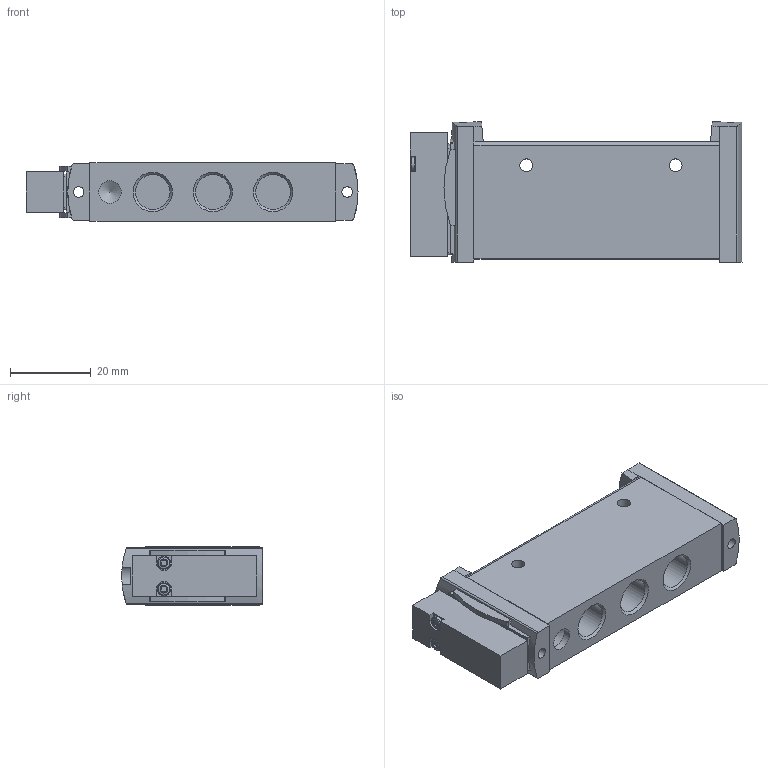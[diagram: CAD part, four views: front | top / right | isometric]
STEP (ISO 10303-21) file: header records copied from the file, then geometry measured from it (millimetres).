
FILE_DESCRIPTION(/* description */ ('STEP AP214'),/* implementation_level */ '2;1');
FILE_NAME(/* name */ '573832_VUWG-L14-M52-A-G18',/* time_stamp */ '2024-09-17T21:38:55+02:00',/* author */ ('License CC BY-ND 4.0'),/* organization */ ('CADENAS'),/* preprocessor_version */ 'ST-DEVELOPER v19.3',/* originating_system */ 'PARTsolutions',/* authorisation */ ' ');
FILE_SCHEMA (('AUTOMOTIVE_DESIGN {1 0 10303 214 3 1 1}'));
Length unit declared in the file: millimetre
Products named in the file (2): 573832 VUWG-L14-M52-A-G18; 571755 VUWG-L14-M52-A-G18---(G)
Assembly tree (1 placements, depth 2):
  573832 VUWG-L14-M52-A-G18
    571755 VUWG-L14-M52-A-G18---(G)
Bounding box: 82.25 x 34.8 x 14.4 mm (x, y, z)
Volume: 30793.9 mm3; surface area: 10370.8 mm2
Topology: 1 solids, 1 shells, 258 faces, 689 edges, 448 vertices
Faces by surface type: plane 123, cylinder 121, cone 8, torus 4, sphere 2
Full cylindrical faces by diameter (mm): 2.6 x2, 3.2 x4, 4.134 x1, 5.6 x1, 8.566 x5
Entity records: 8054 total; most frequent: DIRECTION 1453, CARTESIAN_POINT 1437, ORIENTED_EDGE 1316, EDGE_CURVE 658, AXIS2_PLACEMENT_3D 552, VERTEX_POINT 446, LINE 349, VECTOR 349
